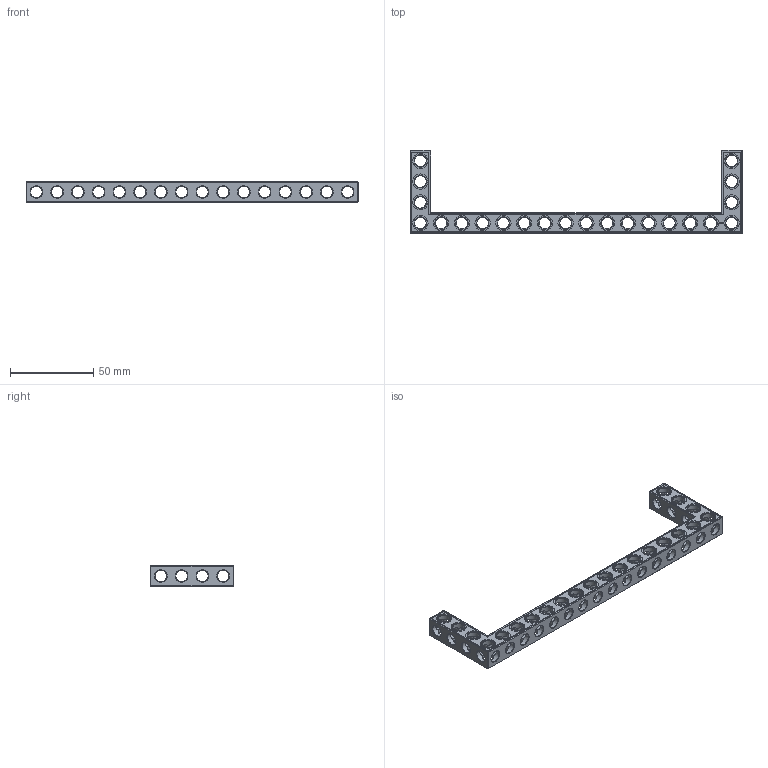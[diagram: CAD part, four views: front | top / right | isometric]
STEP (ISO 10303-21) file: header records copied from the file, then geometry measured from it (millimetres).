
FILE_DESCRIPTION(('FreeCAD Model'),'2;1');
FILE_NAME('Open CASCADE Shape Model','2022-03-06T13:53:26',('Author'),( ''),'Open CASCADE STEP processor 7.5','FreeCAD','Unknown');
FILE_SCHEMA(('AUTOMOTIVE_DESIGN { 1 0 10303 214 1 1 1 1 }'));
Products named in the file (1): Beam AGD ESS USH SYM BU16x04x01 - SPN-BEM-0558 (stemfie.org)
Bounding box: 200 x 50 x 12.5 mm (x, y, z)
Volume: 21485.5 mm3; surface area: 19284.1 mm2
Topology: 1 solids, 1 shells, 800 faces, 2384 edges, 1554 vertices
Faces by surface type: plane 395, extrusion 182, cylinder 133, cone 90
Full cylindrical faces by diameter (mm): 6.98 x10, 7 x101, 9.2 x22
Entity records: 94148 total; most frequent: CARTESIAN_POINT 49325, DIRECTION 7286, VECTOR 4824, ORIENTED_EDGE 4768, PCURVE 4768, DEFINITIONAL_REPRESENTATION 4768, LINE 4642, EDGE_CURVE 2384
